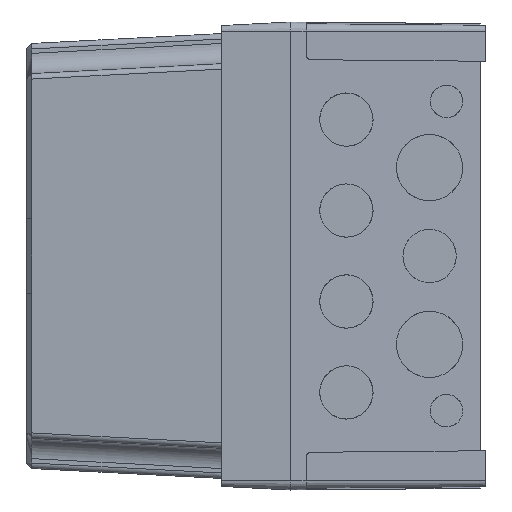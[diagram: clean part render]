
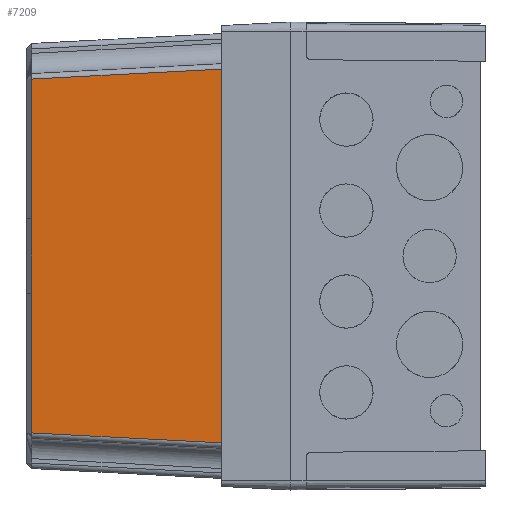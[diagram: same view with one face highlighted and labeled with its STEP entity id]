
A CAD part, left-side view. The second image highlights one B-rep face of the part: STEP entity #7209.
In plain terms, the highlighted planar face has unit normal (-0.999, 0.052, 0).
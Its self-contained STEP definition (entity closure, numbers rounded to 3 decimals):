
#128 = ORIENTED_EDGE ( 'NONE', *, *, #9718, .T. ) ;
#393 = DIRECTION ( 'NONE',  ( -0.052, -0.997, -0.052 ) ) ;
#734 = CARTESIAN_POINT ( 'NONE',  ( -81.724, 99.6, 14.347 ) ) ;
#1198 = VERTEX_POINT ( 'NONE', #734 ) ;
#1744 = DIRECTION ( 'NONE',  ( 0., 0., -1. ) ) ;
#1929 = ORIENTED_EDGE ( 'NONE', *, *, #16207, .T. ) ;
#2530 = CARTESIAN_POINT ( 'NONE',  ( -85.55, 26.6, -148.9 ) ) ;
#2668 = CARTESIAN_POINT ( 'NONE',  ( -85.55, 26.6, -148.9 ) ) ;
#2927 = VERTEX_POINT ( 'NONE', #3019 ) ;
#2982 = PLANE ( 'NONE',  #19379 ) ;
#3019 = CARTESIAN_POINT ( 'NONE',  ( -81.724, 99.6, -68.077 ) ) ;
#3189 = EDGE_CURVE ( 'NONE', #1198, #19370, #4911, .T. ) ;
#3244 = EDGE_CURVE ( 'NONE', #3521, #1198, #19915, .T. ) ;
#3521 = VERTEX_POINT ( 'NONE', #19569 ) ;
#3722 = VECTOR ( 'NONE', #16083, 1000. ) ;
#4178 = DIRECTION ( 'NONE',  ( 0., 0., -1. ) ) ;
#4890 = CARTESIAN_POINT ( 'NONE',  ( -85.55, 26.6, 71.903 ) ) ;
#4911 = LINE ( 'NONE', #14844, #10576 ) ;
#6057 = DIRECTION ( 'NONE',  ( -0.999, 0.052, 0. ) ) ;
#6265 = EDGE_LOOP ( 'NONE', ( #17289, #14625, #12660, #13345, #1929, #128 ) ) ;
#6378 = CARTESIAN_POINT ( 'NONE',  ( -84.947, 38.109, 71.3 ) ) ;
#7209 = ADVANCED_FACE ( 'NONE', ( #14298 ), #2982, .T. ) ;
#8224 = EDGE_CURVE ( 'NONE', #2927, #11119, #18051, .T. ) ;
#9124 = DIRECTION ( 'NONE',  ( 0., 0., 1. ) ) ;
#9718 = EDGE_CURVE ( 'NONE', #10958, #3521, #9954, .T. ) ;
#9954 = LINE ( 'NONE', #6378, #3722 ) ;
#10576 = VECTOR ( 'NONE', #1744, 1000. ) ;
#10577 = LINE ( 'NONE', #2530, #19128 ) ;
#10747 = CARTESIAN_POINT ( 'NONE',  ( -81.724, 99.6, -14.347 ) ) ;
#10958 = VERTEX_POINT ( 'NONE', #4890 ) ;
#11084 = VECTOR ( 'NONE', #393, 1000. ) ;
#11119 = VERTEX_POINT ( 'NONE', #11951 ) ;
#11581 = VECTOR ( 'NONE', #16633, 1000. ) ;
#11951 = CARTESIAN_POINT ( 'NONE',  ( -85.55, 26.6, -71.903 ) ) ;
#12078 = VECTOR ( 'NONE', #4178, 1000. ) ;
#12106 = CARTESIAN_POINT ( 'NONE',  ( -81.724, 99.6, -74. ) ) ;
#12660 = ORIENTED_EDGE ( 'NONE', *, *, #18752, .T. ) ;
#13345 = ORIENTED_EDGE ( 'NONE', *, *, #8224, .T. ) ;
#13472 = CARTESIAN_POINT ( 'NONE',  ( -81.724, 99.6, -148.9 ) ) ;
#13611 = CARTESIAN_POINT ( 'NONE',  ( -85.556, 26.491, -71.909 ) ) ;
#14298 = FACE_OUTER_BOUND ( 'NONE', #6265, .T. ) ;
#14625 = ORIENTED_EDGE ( 'NONE', *, *, #3189, .T. ) ;
#14844 = CARTESIAN_POINT ( 'NONE',  ( -81.724, 99.6, 221.041 ) ) ;
#16083 = DIRECTION ( 'NONE',  ( 0.052, 0.997, -0.052 ) ) ;
#16207 = EDGE_CURVE ( 'NONE', #11119, #10958, #10577, .T. ) ;
#16633 = DIRECTION ( 'NONE',  ( 0., 0., -1. ) ) ;
#17075 = LINE ( 'NONE', #12106, #12078 ) ;
#17289 = ORIENTED_EDGE ( 'NONE', *, *, #3244, .T. ) ;
#18051 = LINE ( 'NONE', #13611, #11084 ) ;
#18397 = DIRECTION ( 'NONE',  ( 0., 0., 1. ) ) ;
#18752 = EDGE_CURVE ( 'NONE', #19370, #2927, #17075, .T. ) ;
#19128 = VECTOR ( 'NONE', #18397, 1000. ) ;
#19370 = VERTEX_POINT ( 'NONE', #10747 ) ;
#19379 = AXIS2_PLACEMENT_3D ( 'NONE', #2668, #6057, #9124 ) ;
#19569 = CARTESIAN_POINT ( 'NONE',  ( -81.724, 99.6, 68.077 ) ) ;
#19915 = LINE ( 'NONE', #13472, #11581 ) ;
